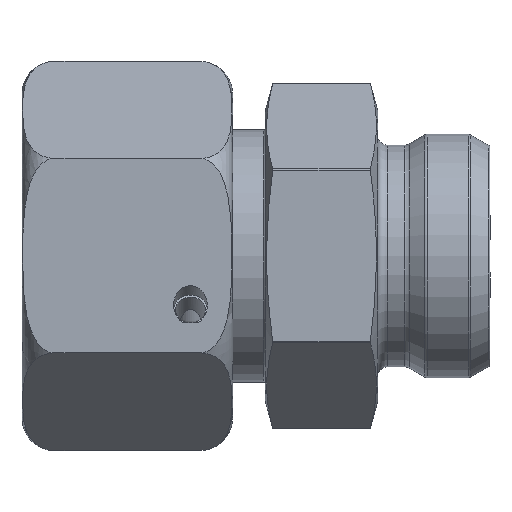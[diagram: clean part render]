
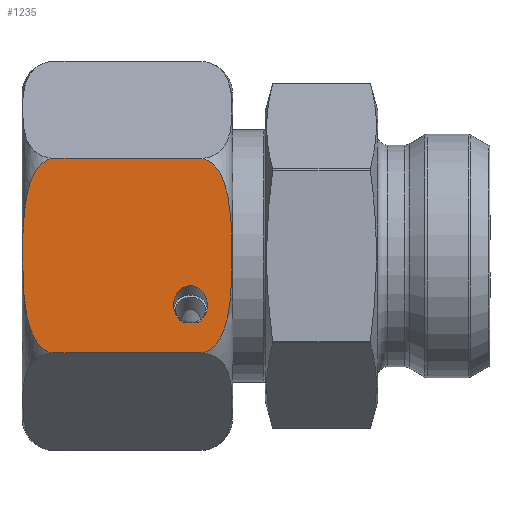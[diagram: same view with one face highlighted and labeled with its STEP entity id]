
A CAD part, top view. The second image highlights one B-rep face of the part: STEP entity #1235.
In plain terms, the highlighted face is planar.
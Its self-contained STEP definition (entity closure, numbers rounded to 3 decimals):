
#558=ELLIPSE('',#4973,2.078,1.8);
#559=ELLIPSE('',#4974,1.848,1.6);
#561=LINE('',#7429,#753);
#566=LINE('',#7438,#758);
#567=LINE('',#7443,#759);
#568=LINE('',#7447,#760);
#753=VECTOR('',#5295,1.);
#758=VECTOR('',#5308,1.);
#759=VECTOR('',#5313,1.);
#760=VECTOR('',#5316,1.);
#1235=ADVANCED_FACE('',(#1759,#1760),#1490,.F.);
#1490=PLANE('',#4975);
#1759=FACE_BOUND('',#1882,.T.);
#1760=FACE_BOUND('',#1883,.T.);
#1882=EDGE_LOOP('',(#2400,#2401,#2402,#2403));
#1883=EDGE_LOOP('',(#2404,#2405,#2406,#2407));
#2400=ORIENTED_EDGE('',*,*,#4103,.T.);
#2401=ORIENTED_EDGE('',*,*,#4104,.T.);
#2402=ORIENTED_EDGE('',*,*,#4105,.T.);
#2403=ORIENTED_EDGE('',*,*,#4106,.T.);
#2404=ORIENTED_EDGE('',*,*,#4102,.T.);
#2405=ORIENTED_EDGE('',*,*,#4071,.T.);
#2406=ORIENTED_EDGE('',*,*,#4097,.F.);
#2407=ORIENTED_EDGE('',*,*,#4081,.T.);
#3627=VERTEX_POINT('',#7116);
#3629=VERTEX_POINT('',#7136);
#3634=VERTEX_POINT('',#7232);
#3638=VERTEX_POINT('',#7308);
#3654=VERTEX_POINT('',#7441);
#3655=VERTEX_POINT('',#7442);
#3656=VERTEX_POINT('',#7444);
#3657=VERTEX_POINT('',#7446);
#4071=EDGE_CURVE('',#3629,#3627,#4708,.T.);
#4081=EDGE_CURVE('',#3634,#3638,#4718,.T.);
#4097=EDGE_CURVE('',#3634,#3627,#561,.T.);
#4102=EDGE_CURVE('',#3638,#3629,#566,.T.);
#4103=EDGE_CURVE('',#3654,#3655,#558,.T.);
#4104=EDGE_CURVE('',#3655,#3656,#567,.T.);
#4105=EDGE_CURVE('',#3656,#3657,#559,.T.);
#4106=EDGE_CURVE('',#3657,#3654,#568,.T.);
#4708=B_SPLINE_CURVE_WITH_KNOTS('',3,(#7118,#7119,#7120,#7121,#7122,#7123,
#7124,#7125,#7126,#7127,#7128,#7129,#7130,#7131,#7132,#7133,#7134,#7135),
 .UNSPECIFIED.,.F.,.F.,(4,2,2,2,2,2,2,2,4),(0.,0.062,0.125,
0.25,0.5,0.75,0.875,0.938,1.),.UNSPECIFIED.);
#4718=B_SPLINE_CURVE_WITH_KNOTS('',3,(#7309,#7310,#7311,#7312,#7313,#7314,
#7315,#7316,#7317,#7318,#7319,#7320,#7321,#7322,#7323,#7324,#7325,#7326),
 .UNSPECIFIED.,.F.,.F.,(4,2,2,2,2,2,2,2,4),(0.,0.063,0.125,
0.25,0.5,0.75,0.875,0.938,1.),.UNSPECIFIED.);
#4973=AXIS2_PLACEMENT_3D('',#7440,#5311,#5312);
#4974=AXIS2_PLACEMENT_3D('',#7445,#5314,#5315);
#4975=AXIS2_PLACEMENT_3D('',#7448,#5317,#5318);
#5295=DIRECTION('',(-1.,0.,0.));
#5308=DIRECTION('',(-1.,0.,0.));
#5311=DIRECTION('',(0.,0.5,-0.866));
#5312=DIRECTION('',(0.,0.866,0.5));
#5313=DIRECTION('',(-1.,0.,0.));
#5314=DIRECTION('',(0.,0.5,-0.866));
#5315=DIRECTION('',(0.,0.866,0.5));
#5316=DIRECTION('',(-1.,0.,0.));
#5317=DIRECTION('',(0.,0.5,-0.866));
#5318=DIRECTION('',(0.,0.866,0.5));
#7116=CARTESIAN_POINT('',(3.306,-18.,10.392));
#7118=CARTESIAN_POINT('',(3.306,0.,20.785));
#7119=CARTESIAN_POINT('',(2.814,-0.047,20.757));
#7120=CARTESIAN_POINT('',(2.375,-0.272,20.628));
#7121=CARTESIAN_POINT('',(1.671,-0.868,20.283));
#7122=CARTESIAN_POINT('',(1.407,-1.227,20.076));
#7123=CARTESIAN_POINT('',(0.764,-2.367,19.418));
#7124=CARTESIAN_POINT('',(0.54,-3.193,18.941));
#7125=CARTESIAN_POINT('',(0.089,-5.681,17.505));
#7126=CARTESIAN_POINT('',(0.072,-7.347,16.543));
#7127=CARTESIAN_POINT('',(0.073,-10.682,14.618));
#7128=CARTESIAN_POINT('',(0.092,-12.361,13.648));
#7129=CARTESIAN_POINT('',(0.549,-14.841,12.216));
#7130=CARTESIAN_POINT('',(0.771,-15.653,11.747));
#7131=CARTESIAN_POINT('',(1.417,-16.787,11.092));
#7132=CARTESIAN_POINT('',(1.686,-17.146,10.885));
#7133=CARTESIAN_POINT('',(2.377,-17.727,10.55));
#7134=CARTESIAN_POINT('',(2.818,-17.953,10.419));
#7135=CARTESIAN_POINT('',(3.306,-18.,10.392));
#7136=CARTESIAN_POINT('',(3.306,0.,20.785));
#7232=CARTESIAN_POINT('',(19.194,-18.,10.392));
#7308=CARTESIAN_POINT('',(19.194,0.,20.785));
#7309=CARTESIAN_POINT('',(19.194,-18.,10.392));
#7310=CARTESIAN_POINT('',(19.686,-17.953,10.42));
#7311=CARTESIAN_POINT('',(20.125,-17.728,10.549));
#7312=CARTESIAN_POINT('',(20.829,-17.132,10.894));
#7313=CARTESIAN_POINT('',(21.093,-16.773,11.101));
#7314=CARTESIAN_POINT('',(21.736,-15.633,11.759));
#7315=CARTESIAN_POINT('',(21.96,-14.807,12.236));
#7316=CARTESIAN_POINT('',(22.411,-12.319,13.672));
#7317=CARTESIAN_POINT('',(22.428,-10.653,14.634));
#7318=CARTESIAN_POINT('',(22.427,-7.318,16.559));
#7319=CARTESIAN_POINT('',(22.408,-5.639,17.529));
#7320=CARTESIAN_POINT('',(21.951,-3.159,18.961));
#7321=CARTESIAN_POINT('',(21.729,-2.347,19.43));
#7322=CARTESIAN_POINT('',(21.083,-1.213,20.084));
#7323=CARTESIAN_POINT('',(20.814,-0.854,20.292));
#7324=CARTESIAN_POINT('',(20.123,-0.273,20.627));
#7325=CARTESIAN_POINT('',(19.682,-0.047,20.757));
#7326=CARTESIAN_POINT('',(19.194,0.,20.785));
#7429=CARTESIAN_POINT('',(25.,-18.,10.392));
#7438=CARTESIAN_POINT('',(25.,0.,20.785));
#7440=CARTESIAN_POINT('',(18.,-13.578,12.946));
#7441=CARTESIAN_POINT('',(17.253,-15.215,12.));
#7442=CARTESIAN_POINT('',(18.747,-15.215,12.));
#7443=CARTESIAN_POINT('',(25.,-15.215,12.));
#7444=CARTESIAN_POINT('',(18.151,-15.215,12.));
#7445=CARTESIAN_POINT('',(18.,-13.623,12.92));
#7446=CARTESIAN_POINT('',(17.849,-15.215,12.));
#7447=CARTESIAN_POINT('',(25.,-15.215,12.));
#7448=CARTESIAN_POINT('',(25.,0.,20.785));
